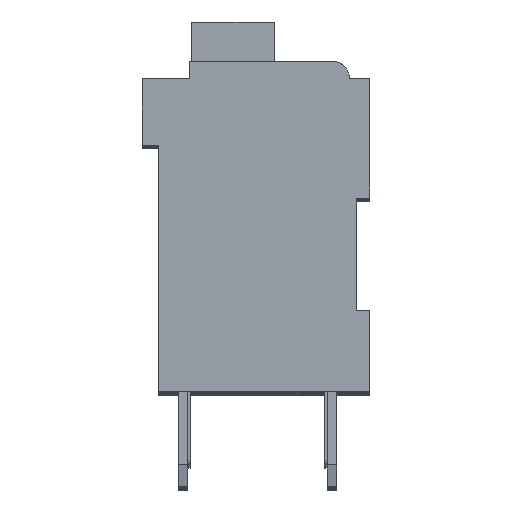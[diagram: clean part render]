
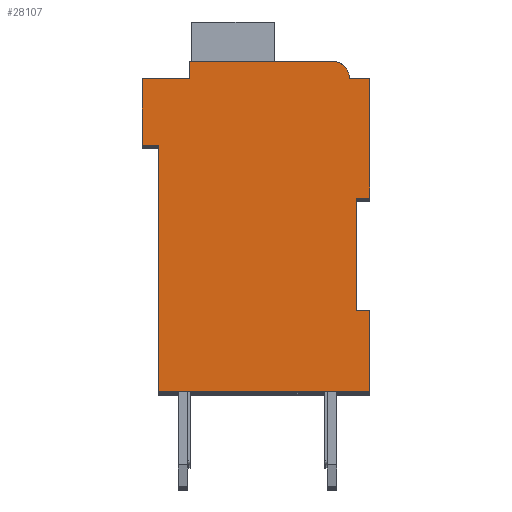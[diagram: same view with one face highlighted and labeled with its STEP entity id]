
A CAD part, top view. The second image highlights one B-rep face of the part: STEP entity #28107.
In plain terms, the highlighted planar face has unit normal (0, 0, 1).
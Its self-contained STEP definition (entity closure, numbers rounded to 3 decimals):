
#4496=DIRECTION('',(1.,0.,0.));
#4497=VECTOR('',#4496,0.5);
#4498=CARTESIAN_POINT('',(7.3,7.15,2.1));
#4499=LINE('',#4498,#4497);
#4500=DIRECTION('',(0.,1.,0.));
#4501=VECTOR('',#4500,4.15);
#4502=CARTESIAN_POINT('',(7.3,3.,2.1));
#4503=LINE('',#4502,#4501);
#4504=DIRECTION('',(-1.,0.,0.));
#4505=VECTOR('',#4504,0.5);
#4506=CARTESIAN_POINT('',(7.8,3.,2.1));
#4507=LINE('',#4506,#4505);
#4508=DIRECTION('',(0.,1.,0.));
#4509=VECTOR('',#4508,3.);
#4510=CARTESIAN_POINT('',(7.8,0.,2.1));
#4511=LINE('',#4510,#4509);
#4512=DIRECTION('',(1.,0.,0.));
#4513=VECTOR('',#4512,7.8);
#4514=CARTESIAN_POINT('',(0.,0.,2.1));
#4515=LINE('',#4514,#4513);
#4516=DIRECTION('',(0.,-1.,0.));
#4517=VECTOR('',#4516,9.1);
#4518=CARTESIAN_POINT('',(0.,9.1,2.1));
#4519=LINE('',#4518,#4517);
#4520=DIRECTION('',(1.,0.,0.));
#4521=VECTOR('',#4520,0.6);
#4522=CARTESIAN_POINT('',(-0.6,9.1,2.1));
#4523=LINE('',#4522,#4521);
#4524=DIRECTION('',(0.,-1.,0.));
#4525=VECTOR('',#4524,2.45);
#4526=CARTESIAN_POINT('',(-0.6,11.55,2.1));
#4527=LINE('',#4526,#4525);
#4528=DIRECTION('',(-1.,0.,0.));
#4529=VECTOR('',#4528,1.75);
#4530=CARTESIAN_POINT('',(1.15,11.55,2.1));
#4531=LINE('',#4530,#4529);
#4532=DIRECTION('',(0.,-1.,0.));
#4533=VECTOR('',#4532,0.65);
#4534=CARTESIAN_POINT('',(1.15,12.2,2.1));
#4535=LINE('',#4534,#4533);
#4536=DIRECTION('',(-1.,0.,0.));
#4537=VECTOR('',#4536,5.25);
#4538=CARTESIAN_POINT('',(6.4,12.2,2.1));
#4539=LINE('',#4538,#4537);
#4540=CARTESIAN_POINT('',(6.4,11.55,2.1));
#4541=DIRECTION('',(0.,0.,1.));
#4542=DIRECTION('',(1.,0.,0.));
#4543=AXIS2_PLACEMENT_3D('',#4540,#4541,#4542);
#4545=DIRECTION('',(-1.,0.,0.));
#4546=VECTOR('',#4545,0.75);
#4547=CARTESIAN_POINT('',(7.8,11.55,2.1));
#4548=LINE('',#4547,#4546);
#4549=DIRECTION('',(0.,1.,0.));
#4550=VECTOR('',#4549,4.4);
#4551=CARTESIAN_POINT('',(7.8,7.15,2.1));
#4552=LINE('',#4551,#4550);
#18531=CARTESIAN_POINT('',(7.3,7.15,2.1));
#18532=CARTESIAN_POINT('',(7.8,7.15,2.1));
#18533=VERTEX_POINT('',#18531);
#18534=VERTEX_POINT('',#18532);
#18535=CARTESIAN_POINT('',(7.8,11.55,2.1));
#18536=VERTEX_POINT('',#18535);
#18537=CARTESIAN_POINT('',(7.05,11.55,2.1));
#18538=VERTEX_POINT('',#18537);
#18539=CARTESIAN_POINT('',(6.4,12.2,2.1));
#18540=VERTEX_POINT('',#18539);
#18541=CARTESIAN_POINT('',(1.15,12.2,2.1));
#18542=VERTEX_POINT('',#18541);
#18543=CARTESIAN_POINT('',(1.15,11.55,2.1));
#18544=VERTEX_POINT('',#18543);
#18545=CARTESIAN_POINT('',(-0.6,11.55,2.1));
#18546=VERTEX_POINT('',#18545);
#18547=CARTESIAN_POINT('',(-0.6,9.1,2.1));
#18548=VERTEX_POINT('',#18547);
#18549=CARTESIAN_POINT('',(0.,9.1,2.1));
#18550=VERTEX_POINT('',#18549);
#18551=CARTESIAN_POINT('',(0.,0.,2.1));
#18552=VERTEX_POINT('',#18551);
#18553=CARTESIAN_POINT('',(7.8,0.,2.1));
#18554=VERTEX_POINT('',#18553);
#18555=CARTESIAN_POINT('',(7.8,3.,2.1));
#18556=VERTEX_POINT('',#18555);
#18557=CARTESIAN_POINT('',(7.3,3.,2.1));
#18558=VERTEX_POINT('',#18557);
#28083=CARTESIAN_POINT('',(0.,0.,2.1));
#28084=DIRECTION('',(0.,0.,1.));
#28085=DIRECTION('',(1.,0.,0.));
#28086=AXIS2_PLACEMENT_3D('',#28083,#28084,#28085);
#28087=PLANE('',#28086);
#28088=ORIENTED_EDGE('',*,*,#24364,.F.);
#28089=ORIENTED_EDGE('',*,*,#25287,.F.);
#28091=ORIENTED_EDGE('',*,*,#28090,.F.);
#28093=ORIENTED_EDGE('',*,*,#28092,.F.);
#28095=ORIENTED_EDGE('',*,*,#28094,.F.);
#28096=ORIENTED_EDGE('',*,*,#25614,.F.);
#28097=ORIENTED_EDGE('',*,*,#25798,.F.);
#28098=ORIENTED_EDGE('',*,*,#26132,.F.);
#28099=ORIENTED_EDGE('',*,*,#26471,.F.);
#28100=ORIENTED_EDGE('',*,*,#26540,.F.);
#28101=ORIENTED_EDGE('',*,*,#27030,.F.);
#28102=ORIENTED_EDGE('',*,*,#27773,.F.);
#28103=ORIENTED_EDGE('',*,*,#27589,.F.);
#28104=ORIENTED_EDGE('',*,*,#24863,.F.);
#28105=EDGE_LOOP('',(#28088,#28089,#28091,#28093,#28095,#28096,#28097,#28098,
#28099,#28100,#28101,#28102,#28103,#28104));
#28106=FACE_OUTER_BOUND('',#28105,.F.);
#4544=CIRCLE('',#4543,0.65);
#24364=EDGE_CURVE('',#18533,#18534,#4499,.T.);
#24863=EDGE_CURVE('',#18534,#18536,#4552,.T.);
#25287=EDGE_CURVE('',#18558,#18533,#4503,.T.);
#25614=EDGE_CURVE('',#18550,#18552,#4519,.T.);
#25798=EDGE_CURVE('',#18548,#18550,#4523,.T.);
#26132=EDGE_CURVE('',#18546,#18548,#4527,.T.);
#26471=EDGE_CURVE('',#18544,#18546,#4531,.T.);
#26540=EDGE_CURVE('',#18542,#18544,#4535,.T.);
#27030=EDGE_CURVE('',#18540,#18542,#4539,.T.);
#27589=EDGE_CURVE('',#18536,#18538,#4548,.T.);
#27773=EDGE_CURVE('',#18538,#18540,#4544,.T.);
#28090=EDGE_CURVE('',#18556,#18558,#4507,.T.);
#28092=EDGE_CURVE('',#18554,#18556,#4511,.T.);
#28094=EDGE_CURVE('',#18552,#18554,#4515,.T.);
#28107=ADVANCED_FACE('',(#28106),#28087,.T.);
